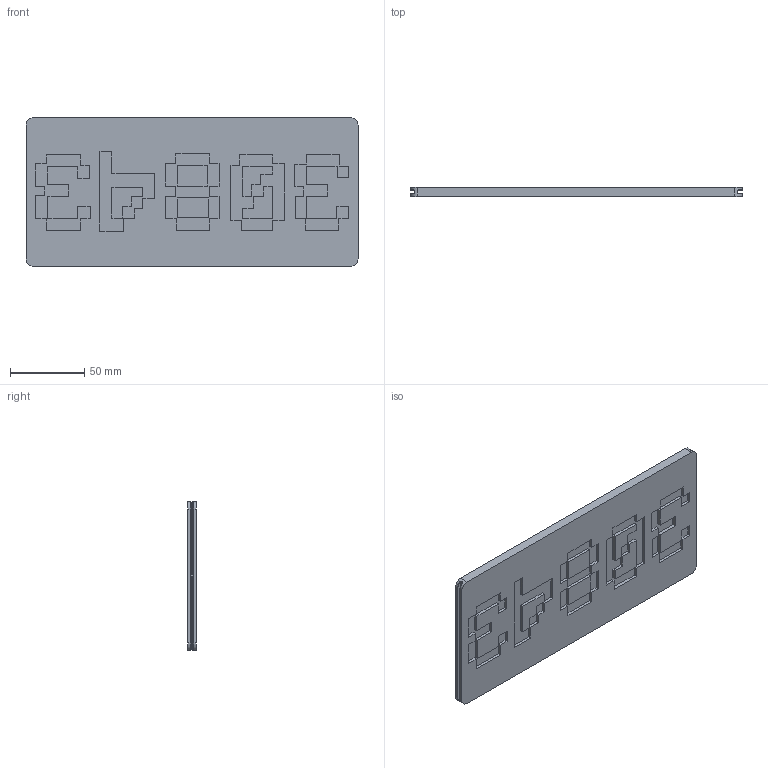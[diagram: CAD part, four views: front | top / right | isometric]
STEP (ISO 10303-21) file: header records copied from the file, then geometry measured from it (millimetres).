
FILE_DESCRIPTION(/* description */ (''),/* implementation_level */ '2;1');
FILE_NAME(/* name */ 'Number Plate 30483.step',/* time_stamp */ '2025-12-04T14:21:24-08:00',/* author */ (''),/* organization */ (''),/* preprocessor_version */ 'ST-DEVELOPER v20.1',/* originating_system */ 'Autodesk Translation Framework v14.21.0.0',/* authorisation */ '');
FILE_SCHEMA (('AUTOMOTIVE_DESIGN { 1 0 10303 214 3 1 1 }'));
Length unit declared in the file: millimetre
Products named in the file (1): Number Plate 30483
Bounding box: 223.12 x 6 x 100 mm (x, y, z)
Volume: 113429.6 mm3; surface area: 55606 mm2
Topology: 1 solids, 1 shells, 331 faces, 903 edges, 594 vertices
Faces by surface type: plane 299, cylinder 16, bspline 8, torus 8
Entity records: 10517 total; most frequent: CARTESIAN_POINT 2127, ORIENTED_EDGE 1806, DIRECTION 1583, EDGE_CURVE 903, LINE 839, VECTOR 839, VERTEX_POINT 594, AXIS2_PLACEMENT_3D 372
